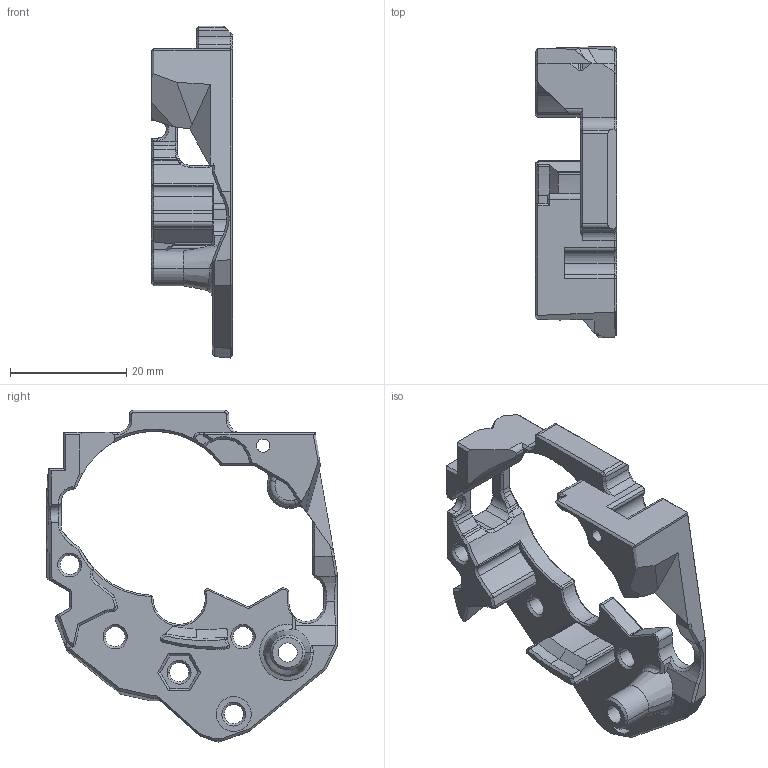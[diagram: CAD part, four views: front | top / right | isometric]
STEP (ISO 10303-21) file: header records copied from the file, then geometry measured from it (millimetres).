
FILE_DESCRIPTION (( 'STEP AP214' ), '1' );
FILE_NAME ('tinyCW2翋极.STEP', '2023-10-26T15:14:17', ( '' ), ( '' ), 'SwSTEP 2.0', 'SolidWorks 2022', '' );
FILE_SCHEMA (( 'AUTOMOTIVE_DESIGN' ));
Length unit declared in the file: millimetre
Products named in the file (1): tinyCW2主体
Bounding box: 13.97 x 50.16 x 57.14 mm (x, y, z)
Volume: 7213.9 mm3; surface area: 6246.9 mm2
Topology: 1 solids, 1 shells, 604 faces, 1573 edges, 976 vertices
Faces by surface type: plane 225, cone 169, cylinder 154, bspline 50, torus 6
Entity records: 20227 total; most frequent: CARTESIAN_POINT 5767, ORIENTED_EDGE 3146, DIRECTION 2867, EDGE_CURVE 1573, AXIS2_PLACEMENT_3D 991, VERTEX_POINT 976, VECTOR 885, LINE 885
